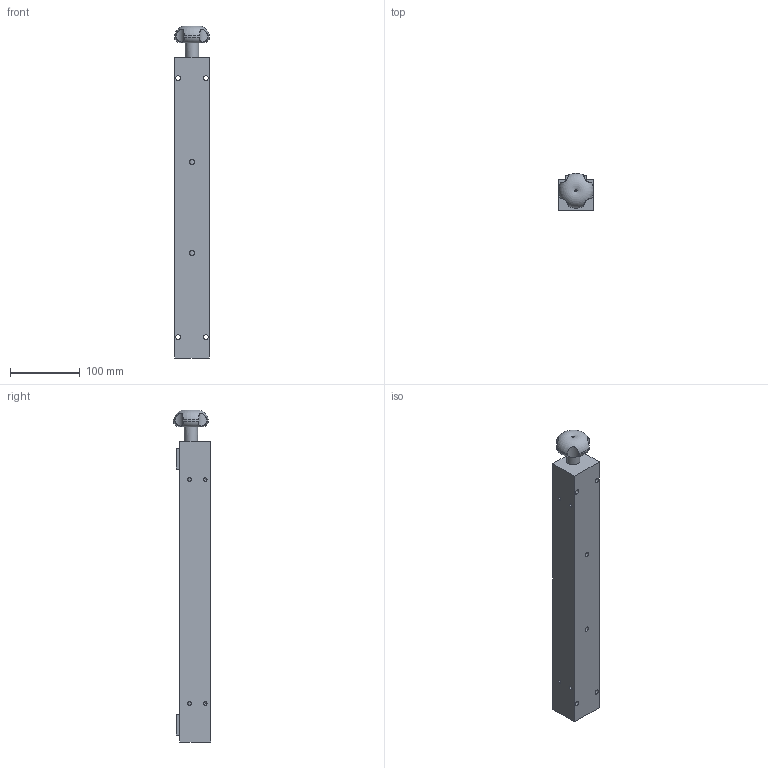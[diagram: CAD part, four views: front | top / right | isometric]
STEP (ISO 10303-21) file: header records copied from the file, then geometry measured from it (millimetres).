
FILE_DESCRIPTION (( 'STEP AP203' ), '1' );
FILE_NAME ('250619 STEP 1-300430-03_6165.STEP', '2025-06-19T05:32:29', ( '' ), ( '' ), 'SwSTEP 2.0', 'SolidWorks 2024', '' );
FILE_SCHEMA (( 'CONFIG_CONTROL_DESIGN' ));
Length unit declared in the file: millimetre
Products named in the file (1): 250619 STEP 1-300430-03_6165
Bounding box: 50 x 52.94 x 474.39 mm (x, y, z)
Volume: 762912.1 mm3; surface area: 145553.4 mm2
Topology: 1 solids, 13 shells, 121 faces, 296 edges, 192 vertices
Faces by surface type: plane 61, cylinder 44, cone 14, torus 2
Full cylindrical faces by diameter (mm): 5 x16, 6.6 x4, 6.8 x2, 10.2 x6, 12 x1, 19 x1
Entity records: 4031 total; most frequent: CARTESIAN_POINT 1358, DIRECTION 524, ORIENTED_EDGE 464, EDGE_CURVE 232, AXIS2_PLACEMENT_3D 188, EDGE_LOOP 184, VERTEX_POINT 170, FACE_OUTER_BOUND 150
